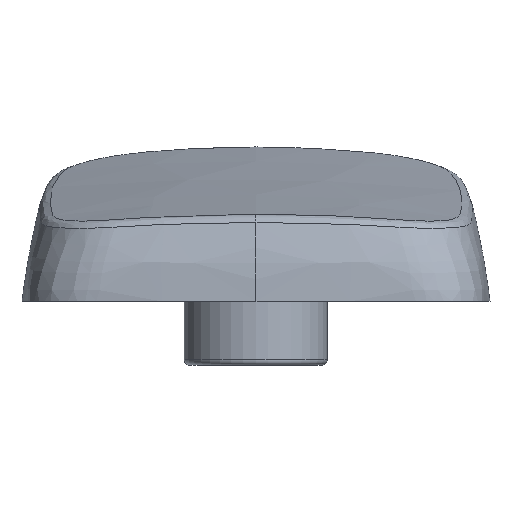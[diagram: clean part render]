
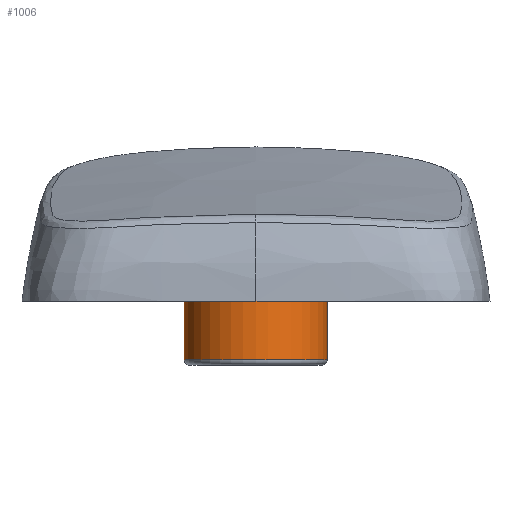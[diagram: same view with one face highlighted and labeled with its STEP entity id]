
A CAD part, front view. The second image highlights one B-rep face of the part: STEP entity #1006.
In plain terms, the highlighted cylindrical face has radius 2.75 mm (diameter 5.5 mm), a full revolution.
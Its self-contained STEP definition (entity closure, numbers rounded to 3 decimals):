
#151=FACE_OUTER_BOUND('',#198,.T.);
#198=EDGE_LOOP('',(#758,#759,#760,#761));
#248=CIRCLE('',#1091,2.75);
#249=CIRCLE('',#1093,2.75);
#293=LINE('',#1481,#346);
#346=VECTOR('',#1258,2.75);
#402=VERTEX_POINT('',#1476);
#403=VERTEX_POINT('',#1480);
#547=EDGE_CURVE('',#402,#402,#248,.T.);
#548=EDGE_CURVE('',#402,#403,#293,.T.);
#549=EDGE_CURVE('',#403,#403,#249,.T.);
#758=ORIENTED_EDGE('',*,*,#547,.F.);
#759=ORIENTED_EDGE('',*,*,#548,.T.);
#760=ORIENTED_EDGE('',*,*,#549,.F.);
#761=ORIENTED_EDGE('',*,*,#548,.F.);
#977=CYLINDRICAL_SURFACE('',#1092,2.75);
#1006=ADVANCED_FACE('',(#151),#977,.T.);
#1091=AXIS2_PLACEMENT_3D('',#1478,#1254,#1255);
#1092=AXIS2_PLACEMENT_3D('',#1479,#1256,#1257);
#1093=AXIS2_PLACEMENT_3D('',#1482,#1259,#1260);
#1254=DIRECTION('center_axis',(0.,0.,
-1.));
#1255=DIRECTION('ref_axis',(-1.,0.,0.));
#1256=DIRECTION('center_axis',(0.,0.,
-1.));
#1257=DIRECTION('ref_axis',(-1.,0.,0.));
#1258=DIRECTION('',(0.,0.,1.));
#1259=DIRECTION('center_axis',(0.,0.,
1.));
#1260=DIRECTION('ref_axis',(-1.,0.,0.));
#1476=CARTESIAN_POINT('',(2.738,0.004,-3.1));
#1478=CARTESIAN_POINT('Origin',(-0.012,0.004,-3.1));
#1479=CARTESIAN_POINT('Origin',(-0.012,0.004,0.));
#1480=CARTESIAN_POINT('',(2.738,0.004,-0.25));
#1481=CARTESIAN_POINT('',(2.738,0.004,0.));
#1482=CARTESIAN_POINT('Origin',(-0.012,0.004,-0.25));
